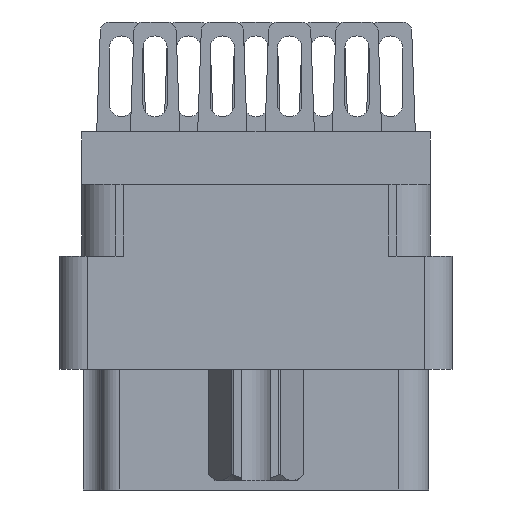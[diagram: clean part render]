
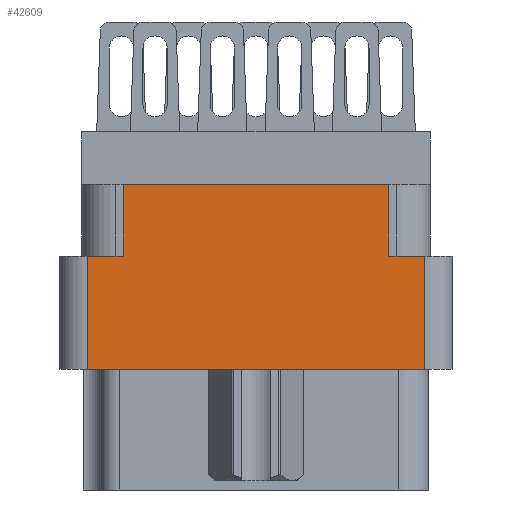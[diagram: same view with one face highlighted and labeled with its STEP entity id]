
A CAD part, left-side view. The second image highlights one B-rep face of the part: STEP entity #42609.
In plain terms, the highlighted planar face has unit normal (-1, 0, 0).
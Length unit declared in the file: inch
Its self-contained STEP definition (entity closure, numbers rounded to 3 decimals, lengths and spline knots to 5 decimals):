
#137 = VECTOR ( 'NONE', #8654, 39.37008 ) ;
#345 = VECTOR ( 'NONE', #14531, 39.37008 ) ;
#1122 = EDGE_CURVE ( 'NONE', #6970, #42382, #38369, .T. ) ;
#2933 = CARTESIAN_POINT ( 'NONE',  ( -1., 0.438, -0.117 ) ) ;
#3462 = EDGE_CURVE ( 'NONE', #6970, #39814, #42240, .T. ) ;
#3536 = EDGE_LOOP ( 'NONE', ( #27993, #16183, #12344, #5279, #16994, #14169, #17431, #39902 ) ) ;
#4152 = DIRECTION ( 'NONE',  ( 0., 1., 0. ) ) ;
#4736 = DIRECTION ( 'NONE',  ( 0., 0., 1. ) ) ;
#5279 = ORIENTED_EDGE ( 'NONE', *, *, #36974, .T. ) ;
#5713 = LINE ( 'NONE', #2933, #42522 ) ;
#6086 = LINE ( 'NONE', #40612, #345 ) ;
#6553 = DIRECTION ( 'NONE',  ( 0., 0., 1. ) ) ;
#6763 = DIRECTION ( 'NONE',  ( 0., -1., 0. ) ) ;
#6970 = VERTEX_POINT ( 'NONE', #29465 ) ;
#8208 = EDGE_CURVE ( 'NONE', #9609, #12889, #17359, .T. ) ;
#8654 = DIRECTION ( 'NONE',  ( 0., 0., 1. ) ) ;
#9278 = CARTESIAN_POINT ( 'NONE',  ( -1., -0.376, -0.798 ) ) ;
#9609 = VERTEX_POINT ( 'NONE', #16686 ) ;
#9896 = LINE ( 'NONE', #9278, #137 ) ;
#11555 = CARTESIAN_POINT ( 'NONE',  ( -1., 0., -0.529 ) ) ;
#11950 = LINE ( 'NONE', #18563, #16565 ) ;
#12344 = ORIENTED_EDGE ( 'NONE', *, *, #8208, .F. ) ;
#12889 = VERTEX_POINT ( 'NONE', #27018 ) ;
#14169 = ORIENTED_EDGE ( 'NONE', *, *, #1122, .T. ) ;
#14531 = DIRECTION ( 'NONE',  ( 0., 0., -1. ) ) ;
#14857 = DIRECTION ( 'NONE',  ( 0., -1., 0. ) ) ;
#14913 = EDGE_CURVE ( 'NONE', #32500, #42382, #5713, .T. ) ;
#15812 = CARTESIAN_POINT ( 'NONE',  ( -1., 0.376, -0.277 ) ) ;
#16183 = ORIENTED_EDGE ( 'NONE', *, *, #42386, .T. ) ;
#16565 = VECTOR ( 'NONE', #44165, 39.37008 ) ;
#16686 = CARTESIAN_POINT ( 'NONE',  ( -1., -0.376, -0.529 ) ) ;
#16994 = ORIENTED_EDGE ( 'NONE', *, *, #3462, .F. ) ;
#17359 = LINE ( 'NONE', #11555, #45033 ) ;
#17431 = ORIENTED_EDGE ( 'NONE', *, *, #14913, .F. ) ;
#17481 = CARTESIAN_POINT ( 'NONE',  ( -1., -0.296, -0.277 ) ) ;
#18388 = CARTESIAN_POINT ( 'NONE',  ( -1., -0.376, -0.277 ) ) ;
#18563 = CARTESIAN_POINT ( 'NONE',  ( -1., 0., -0.277 ) ) ;
#19495 = DIRECTION ( 'NONE',  ( -1., 0., 0. ) ) ;
#21589 = CARTESIAN_POINT ( 'NONE',  ( -1., -0.296, -0.117 ) ) ;
#21704 = CARTESIAN_POINT ( 'NONE',  ( -1., 0.296, -0.277 ) ) ;
#21897 = CARTESIAN_POINT ( 'NONE',  ( -1., 0., -0.277 ) ) ;
#23038 = CARTESIAN_POINT ( 'NONE',  ( -1., 0.296, -0.277 ) ) ;
#23110 = VERTEX_POINT ( 'NONE', #21704 ) ;
#24639 = CARTESIAN_POINT ( 'NONE',  ( -1., 0.296, -0.117 ) ) ;
#24998 = FACE_OUTER_BOUND ( 'NONE', #3536, .T. ) ;
#27018 = CARTESIAN_POINT ( 'NONE',  ( -1., 0.376, -0.529 ) ) ;
#27993 = ORIENTED_EDGE ( 'NONE', *, *, #46200, .F. ) ;
#28691 = VECTOR ( 'NONE', #4736, 39.37008 ) ;
#29287 = LINE ( 'NONE', #23038, #28691 ) ;
#29465 = CARTESIAN_POINT ( 'NONE',  ( -1., -0.296, -0.277 ) ) ;
#32500 = VERTEX_POINT ( 'NONE', #24639 ) ;
#32649 = VECTOR ( 'NONE', #6553, 39.37008 ) ;
#34315 = EDGE_CURVE ( 'NONE', #23110, #32500, #29287, .T. ) ;
#34476 = CARTESIAN_POINT ( 'NONE',  ( -1., -0.438, -0.798 ) ) ;
#36974 = EDGE_CURVE ( 'NONE', #9609, #39814, #9896, .T. ) ;
#38044 = PLANE ( 'NONE',  #40339 ) ;
#38369 = LINE ( 'NONE', #17481, #32649 ) ;
#39814 = VERTEX_POINT ( 'NONE', #18388 ) ;
#39902 = ORIENTED_EDGE ( 'NONE', *, *, #34315, .F. ) ;
#39931 = VECTOR ( 'NONE', #14857, 39.37008 ) ;
#40339 = AXIS2_PLACEMENT_3D ( 'NONE', #34476, #19495, #45577 ) ;
#40612 = CARTESIAN_POINT ( 'NONE',  ( -1., 0.376, -0.798 ) ) ;
#42240 = LINE ( 'NONE', #21897, #39931 ) ;
#42382 = VERTEX_POINT ( 'NONE', #21589 ) ;
#42386 = EDGE_CURVE ( 'NONE', #42680, #12889, #6086, .T. ) ;
#42522 = VECTOR ( 'NONE', #6763, 39.37008 ) ;
#42609 = ADVANCED_FACE ( 'NONE', ( #24998 ), #38044, .T. ) ;
#42680 = VERTEX_POINT ( 'NONE', #15812 ) ;
#44165 = DIRECTION ( 'NONE',  ( 0., -1., 0. ) ) ;
#45033 = VECTOR ( 'NONE', #4152, 39.37008 ) ;
#45577 = DIRECTION ( 'NONE',  ( 0., 0., 1. ) ) ;
#46200 = EDGE_CURVE ( 'NONE', #42680, #23110, #11950, .T. ) ;
